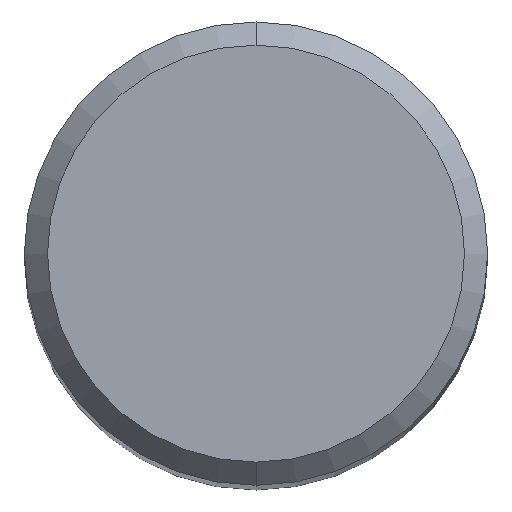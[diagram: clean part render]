
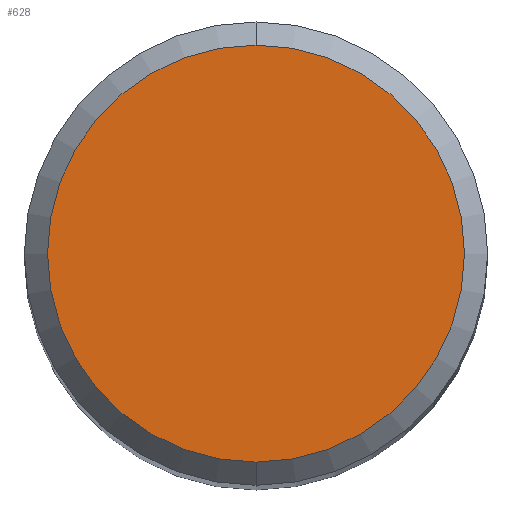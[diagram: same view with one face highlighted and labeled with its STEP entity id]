
A CAD part, top view. The second image highlights one B-rep face of the part: STEP entity #628.
In plain terms, the highlighted planar face has unit normal (0, 0, 1).
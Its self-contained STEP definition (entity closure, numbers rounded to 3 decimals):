
#628=ADVANCED_FACE('',(#1245),#1246,.T.);
#694=VERTEX_POINT('',#1318);
#776=EDGE_CURVE('',#856,#694,#1408,.T.);
#792=EDGE_CURVE('',#694,#856,#1425,.T.);
#856=VERTEX_POINT('',#1497);
#1245=FACE_OUTER_BOUND('',#4104,.T.);
#1246=PLANE('',#4105);
#1318=CARTESIAN_POINT('',(0.0,4.5,0.0));
#1408=CIRCLE('',#6968,4.5);
#1425=CIRCLE('',#7102,4.5);
#1497=CARTESIAN_POINT('',(0.,-4.5,0.0));
#4104=EDGE_LOOP('',(#9268,#9269));
#4105=AXIS2_PLACEMENT_3D('',#9270,#9271,#9272);
#6968=AXIS2_PLACEMENT_3D('',#9428,#9429,#9430);
#7102=AXIS2_PLACEMENT_3D('',#9446,#9447,#9448);
#9268=ORIENTED_EDGE('',*,*,#792,.F.);
#9269=ORIENTED_EDGE('',*,*,#776,.F.);
#9270=CARTESIAN_POINT('',(0.0,2.25,0.0));
#9271=DIRECTION('',(-0.0,0.0,1.0));
#9272=DIRECTION('',(0.0,-1.0,0.0));
#9428=CARTESIAN_POINT('',(0.0,0.0,0.0));
#9429=DIRECTION('',(0.0,0.0,-1.0));
#9430=DIRECTION('',(0.0,1.0,0.0));
#9446=CARTESIAN_POINT('',(0.0,0.0,0.0));
#9447=DIRECTION('',(0.0,0.0,-1.0));
#9448=DIRECTION('',(0.0,1.0,0.0));
